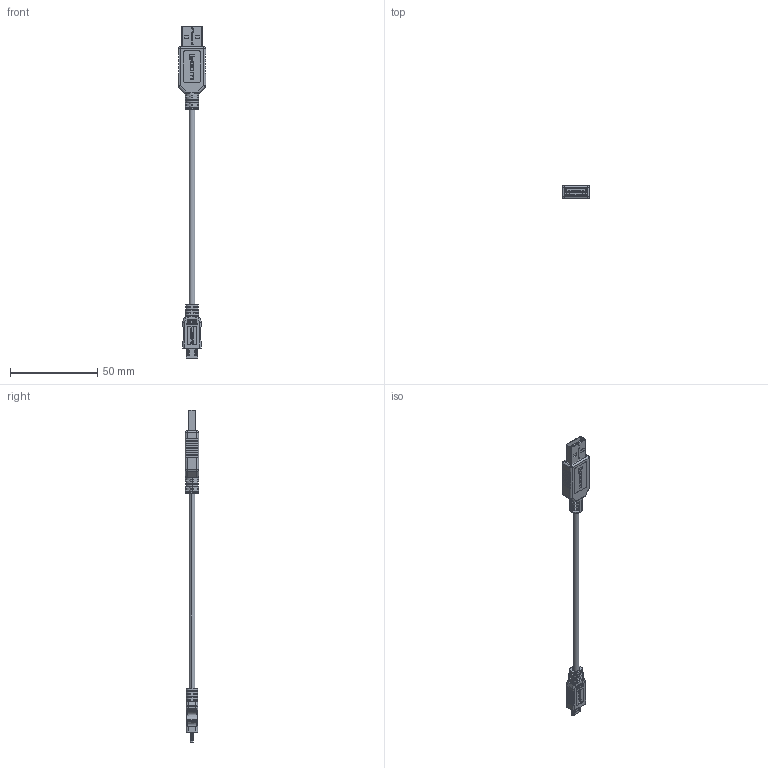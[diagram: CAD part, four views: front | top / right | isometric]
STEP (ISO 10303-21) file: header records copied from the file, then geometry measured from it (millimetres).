
FILE_DESCRIPTION (( 'STEP AP214' ), '1' );
FILE_NAME ('CSMUAZMICB.STEP', '2015-11-17T19:09:08', ( 'L-Com' ), ( 'L-Com Global Connectivity' ), 'SwSTEP 2.0', 'SolidWorks 2014', '' );
FILE_SCHEMA (( 'AUTOMOTIVE_DESIGN' ));
Length unit declared in the file: inch
Products named in the file (18): MTN-805_L-com Logo; MTN-808; MICX-05MX-XXSO-10___; MICX-05MX-XXSO-10-MA3___; MICX-05MX-XXSO-10-MA2; MICX-05MX-XXSO-10-MA1___; 3AB06-025_NEW LOGO; MTN-151_NEW LOGO; 1AA05-003_CRIMPED; 1AA05-003-MA5; 1AA05-003-MA4; 1AA05-003-MA3; 1AA05-003-MA2_CRIMPED; 1AA05-003-MA1; CSMUAMB5-MA1; CSMUAZMICB
Assembly tree (20 placements, depth 5):
  CSMUAZMICB
    CSMUAMB5-MA1
    3AB06-025_NEW LOGO
      1AA05-003_CRIMPED
        1AA05-003-MA1
        1AA05-003-MA2_CRIMPED
        1AA05-003-MA3
        1AA05-003-MA4  x4
        1AA05-003-MA5
      MTN-151_NEW LOGO
    MTN-805_L-com Logo
      MTN-805_L-com Logo
      MTN-808
        MTN-808
        MICX-05MX-XXSO-10___
          MICX-05MX-XXSO-10-MA1___
          MICX-05MX-XXSO-10-MA2
          MICX-05MX-XXSO-10-MA3___
Bounding box: 15.7 x 7.5 x 190.1 mm (x, y, z)
Volume: 6894.8 mm3; surface area: 9179 mm2
Topology: 16 solids, 16 shells, 1587 faces, 4458 edges, 2892 vertices
Faces by surface type: plane 964, cylinder 465, bspline 104, sphere 32, torus 22
Entity records: 53185 total; most frequent: CARTESIAN_POINT 12293, ORIENTED_EDGE 8660, DIRECTION 7784, EDGE_CURVE 4330, VECTOR 3070, LINE 3070, VERTEX_POINT 2832, AXIS2_PLACEMENT_3D 2357
